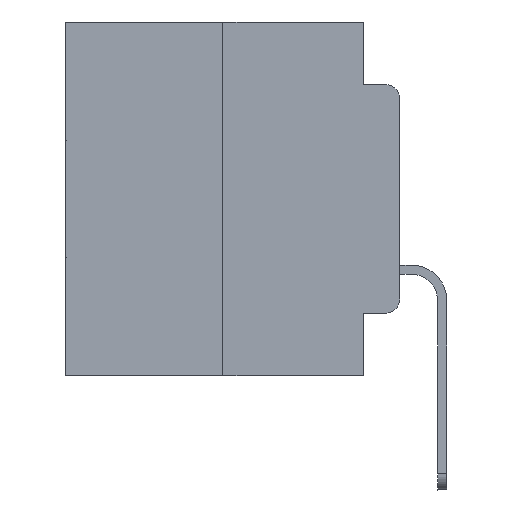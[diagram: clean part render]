
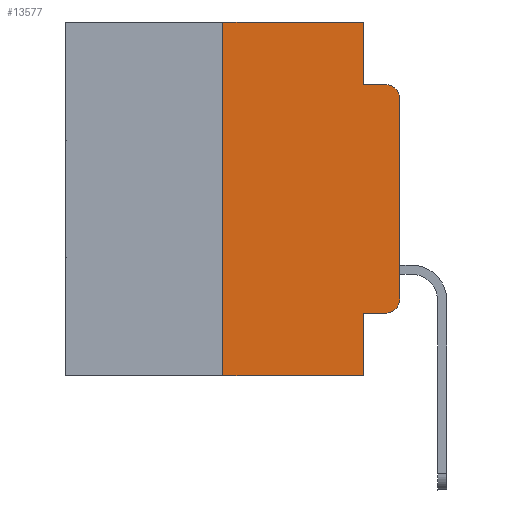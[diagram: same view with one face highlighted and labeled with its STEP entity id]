
A CAD part, left-side view. The second image highlights one B-rep face of the part: STEP entity #13577.
In plain terms, the highlighted planar face has unit normal (-1, 0, 0).
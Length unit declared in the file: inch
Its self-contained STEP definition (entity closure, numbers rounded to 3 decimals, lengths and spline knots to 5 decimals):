
#199 = CARTESIAN_POINT ( 'NONE',  ( 0., 0.473, 0. ) ) ;
#328 = FACE_OUTER_BOUND ( 'NONE', #13958, .T. ) ;
#733 = CARTESIAN_POINT ( 'NONE',  ( 0., 0.051, -0.0885 ) ) ;
#1068 = AXIS2_PLACEMENT_3D ( 'NONE', #199, #3958, #12135 ) ;
#1470 = CARTESIAN_POINT ( 'NONE',  ( 0., 0.02, -0.0885 ) ) ;
#1481 = EDGE_CURVE ( 'NONE', #24089, #15792, #3721, .T. ) ;
#1487 = EDGE_CURVE ( 'NONE', #23169, #6682, #17679, .T. ) ;
#2279 = ORIENTED_EDGE ( 'NONE', *, *, #14362, .T. ) ;
#2504 = DIRECTION ( 'NONE',  ( 0., -1., 0. ) ) ;
#2547 = VERTEX_POINT ( 'NONE', #4589 ) ;
#3314 = DIRECTION ( 'NONE',  ( 0., -1., 0. ) ) ;
#3583 = CARTESIAN_POINT ( 'NONE',  ( 0., 0.051, -0.4115 ) ) ;
#3721 = LINE ( 'NONE', #11891, #23043 ) ;
#3902 = ORIENTED_EDGE ( 'NONE', *, *, #1481, .F. ) ;
#3958 = DIRECTION ( 'NONE',  ( 1., 0., 0. ) ) ;
#3971 = VERTEX_POINT ( 'NONE', #733 ) ;
#4244 = LINE ( 'NONE', #12408, #18937 ) ;
#4544 = AXIS2_PLACEMENT_3D ( 'NONE', #12960, #17912, #23970 ) ;
#4589 = CARTESIAN_POINT ( 'NONE',  ( 0., 0., -0.3915 ) ) ;
#5085 = DIRECTION ( 'NONE',  ( 0., 0., 1. ) ) ;
#5474 = ORIENTED_EDGE ( 'NONE', *, *, #24041, .F. ) ;
#6562 = ORIENTED_EDGE ( 'NONE', *, *, #20088, .T. ) ;
#6682 = VERTEX_POINT ( 'NONE', #13512 ) ;
#7090 = CARTESIAN_POINT ( 'NONE',  ( 0., 0., -0.1085 ) ) ;
#7339 = DIRECTION ( 'NONE',  ( 0., 0., 1. ) ) ;
#7632 = CARTESIAN_POINT ( 'NONE',  ( 0., 0., 0. ) ) ;
#8073 = CARTESIAN_POINT ( 'NONE',  ( 0., 0.473, 0. ) ) ;
#8562 = EDGE_CURVE ( 'NONE', #23169, #23535, #11444, .T. ) ;
#9382 = CARTESIAN_POINT ( 'NONE',  ( 0., 0.051, 0. ) ) ;
#9685 = ORIENTED_EDGE ( 'NONE', *, *, #21966, .F. ) ;
#9814 = EDGE_CURVE ( 'NONE', #3971, #11085, #23070, .T. ) ;
#9984 = CARTESIAN_POINT ( 'NONE',  ( 0., 0.051, -0.5 ) ) ;
#10024 = VECTOR ( 'NONE', #20178, 39.37008 ) ;
#11085 = VERTEX_POINT ( 'NONE', #1470 ) ;
#11200 = ORIENTED_EDGE ( 'NONE', *, *, #9814, .F. ) ;
#11305 = LINE ( 'NONE', #19378, #16072 ) ;
#11311 = DIRECTION ( 'NONE',  ( 0., 0., -1. ) ) ;
#11444 = LINE ( 'NONE', #17230, #18467 ) ;
#11459 = ORIENTED_EDGE ( 'NONE', *, *, #16189, .T. ) ;
#11891 = CARTESIAN_POINT ( 'NONE',  ( 0., 0.25, 0. ) ) ;
#11952 = LINE ( 'NONE', #8073, #10024 ) ;
#12135 = DIRECTION ( 'NONE',  ( 0., 0., -1. ) ) ;
#12213 = DIRECTION ( 'NONE',  ( -1., 0., 0. ) ) ;
#12408 = CARTESIAN_POINT ( 'NONE',  ( 0., 0.051, 0. ) ) ;
#12950 = CARTESIAN_POINT ( 'NONE',  ( 0., 0.051, -0.0885 ) ) ;
#12960 = CARTESIAN_POINT ( 'NONE',  ( 0., 0.02, -0.3915 ) ) ;
#13092 = CARTESIAN_POINT ( 'NONE',  ( 0., 0.25, 0. ) ) ;
#13512 = CARTESIAN_POINT ( 'NONE',  ( 0., 0.02, -0.4115 ) ) ;
#13561 = CARTESIAN_POINT ( 'NONE',  ( 0., 0.02, -0.1085 ) ) ;
#13577 = ADVANCED_FACE ( 'NONE', ( #328 ), #16303, .F. ) ;
#13958 = EDGE_LOOP ( 'NONE', ( #6562, #2279, #11200, #9685, #5474, #3902, #11459, #21742, #21614, #24890 ) ) ;
#14362 = EDGE_CURVE ( 'NONE', #25985, #11085, #20772, .T. ) ;
#14571 = DIRECTION ( 'NONE',  ( 0., 0., -1. ) ) ;
#14627 = VECTOR ( 'NONE', #2504, 39.37008 ) ;
#14879 = VECTOR ( 'NONE', #3314, 39.37008 ) ;
#15792 = VERTEX_POINT ( 'NONE', #13092 ) ;
#16072 = VECTOR ( 'NONE', #25439, 39.37008 ) ;
#16189 = EDGE_CURVE ( 'NONE', #24089, #23535, #11305, .T. ) ;
#16303 = PLANE ( 'NONE',  #1068 ) ;
#16394 = CARTESIAN_POINT ( 'NONE',  ( 0., 0.25, -0.5 ) ) ;
#16920 = AXIS2_PLACEMENT_3D ( 'NONE', #13561, #12213, #22299 ) ;
#17230 = CARTESIAN_POINT ( 'NONE',  ( 0., 0.051, 0. ) ) ;
#17679 = LINE ( 'NONE', #3583, #14879 ) ;
#17888 = VECTOR ( 'NONE', #5085, 39.37008 ) ;
#17912 = DIRECTION ( 'NONE',  ( -1., 0., 0. ) ) ;
#18467 = VECTOR ( 'NONE', #11311, 39.37008 ) ;
#18937 = VECTOR ( 'NONE', #14571, 39.37008 ) ;
#19264 = EDGE_CURVE ( 'NONE', #6682, #2547, #20010, .T. ) ;
#19378 = CARTESIAN_POINT ( 'NONE',  ( 0., 0.473, -0.5 ) ) ;
#20010 = CIRCLE ( 'NONE', #4544, 0.02 ) ;
#20088 = EDGE_CURVE ( 'NONE', #2547, #25985, #23772, .T. ) ;
#20178 = DIRECTION ( 'NONE',  ( 0., -1., 0. ) ) ;
#20400 = CARTESIAN_POINT ( 'NONE',  ( 0., 0.051, -0.4115 ) ) ;
#20772 = CIRCLE ( 'NONE', #16920, 0.02 ) ;
#21614 = ORIENTED_EDGE ( 'NONE', *, *, #1487, .T. ) ;
#21742 = ORIENTED_EDGE ( 'NONE', *, *, #8562, .F. ) ;
#21966 = EDGE_CURVE ( 'NONE', #23153, #3971, #4244, .T. ) ;
#22299 = DIRECTION ( 'NONE',  ( 0., 0., -1. ) ) ;
#23043 = VECTOR ( 'NONE', #7339, 39.37008 ) ;
#23070 = LINE ( 'NONE', #12950, #14627 ) ;
#23153 = VERTEX_POINT ( 'NONE', #9382 ) ;
#23169 = VERTEX_POINT ( 'NONE', #20400 ) ;
#23535 = VERTEX_POINT ( 'NONE', #9984 ) ;
#23772 = LINE ( 'NONE', #7632, #17888 ) ;
#23970 = DIRECTION ( 'NONE',  ( 0., 0., -1. ) ) ;
#24041 = EDGE_CURVE ( 'NONE', #15792, #23153, #11952, .T. ) ;
#24089 = VERTEX_POINT ( 'NONE', #16394 ) ;
#24890 = ORIENTED_EDGE ( 'NONE', *, *, #19264, .T. ) ;
#25439 = DIRECTION ( 'NONE',  ( 0., -1., 0. ) ) ;
#25985 = VERTEX_POINT ( 'NONE', #7090 ) ;
